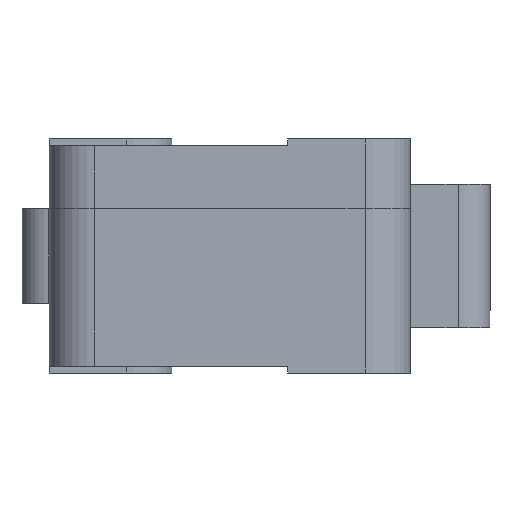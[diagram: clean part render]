
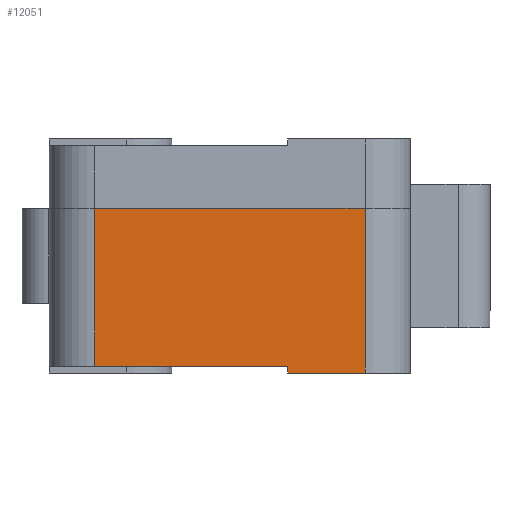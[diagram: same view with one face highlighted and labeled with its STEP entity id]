
A CAD part, left-side view. The second image highlights one B-rep face of the part: STEP entity #12051.
In plain terms, the highlighted planar face has unit normal (-1, 0, 0).
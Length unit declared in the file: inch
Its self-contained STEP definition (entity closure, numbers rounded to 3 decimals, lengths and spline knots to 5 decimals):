
#982=PLANE('',#12635);
#1612=FACE_OUTER_BOUND('',#2294,.T.);
#2294=EDGE_LOOP('',(#11348,#11349,#11350,#11351,#11352,#11353));
#3240=LINE('',#19675,#4541);
#3580=LINE('',#21933,#4881);
#3582=LINE('',#21939,#4883);
#3585=LINE('',#21948,#4886);
#3588=LINE('',#21954,#4889);
#3599=LINE('',#21981,#4900);
#4541=VECTOR('',#14247,0.3937);
#4881=VECTOR('',#15003,0.3937);
#4883=VECTOR('',#15009,0.3937);
#4886=VECTOR('',#15018,0.3937);
#4889=VECTOR('',#15027,0.3937);
#4900=VECTOR('',#15062,0.3937);
#5919=VERTEX_POINT('',#19668);
#5921=VERTEX_POINT('',#19674);
#6138=VERTEX_POINT('',#21929);
#6139=VERTEX_POINT('',#21931);
#6141=VERTEX_POINT('',#21938);
#6144=VERTEX_POINT('',#21946);
#7400=EDGE_CURVE('',#5921,#5919,#3240,.T.);
#7863=EDGE_CURVE('',#6138,#6139,#3580,.T.);
#7866=EDGE_CURVE('',#6141,#6138,#3582,.T.);
#7871=EDGE_CURVE('',#6144,#6139,#3585,.T.);
#7874=EDGE_CURVE('',#6141,#5919,#3588,.T.);
#7887=EDGE_CURVE('',#6144,#5921,#3599,.T.);
#11348=ORIENTED_EDGE('',*,*,#7400,.T.);
#11349=ORIENTED_EDGE('',*,*,#7874,.F.);
#11350=ORIENTED_EDGE('',*,*,#7866,.T.);
#11351=ORIENTED_EDGE('',*,*,#7863,.T.);
#11352=ORIENTED_EDGE('',*,*,#7871,.F.);
#11353=ORIENTED_EDGE('',*,*,#7887,.T.);
#12051=ADVANCED_FACE('',(#1612),#982,.T.);
#12635=AXIS2_PLACEMENT_3D('',#21980,#15060,#15061);
#14247=DIRECTION('',(0.,1.,0.));
#15003=DIRECTION('',(0.,0.,-1.));
#15009=DIRECTION('',(0.,-1.,0.));
#15018=DIRECTION('',(0.,1.,0.));
#15027=DIRECTION('',(0.,0.,1.));
#15060=DIRECTION('center_axis',(-1.,0.,0.));
#15061=DIRECTION('ref_axis',(0.,0.,1.));
#15062=DIRECTION('',(0.,0.,1.));
#19668=CARTESIAN_POINT('',(-1.13386,0.25295,0.28543));
#19674=CARTESIAN_POINT('',(-1.13386,-0.21555,0.28543));
#19675=CARTESIAN_POINT('',(-1.13386,0.05809,0.28543));
#21929=CARTESIAN_POINT('',(-1.13386,-0.08169,0.01181));
#21931=CARTESIAN_POINT('',(-1.13386,-0.08169,0.));
#21933=CARTESIAN_POINT('',(-1.13386,-0.08169,0.));
#21938=CARTESIAN_POINT('',(-1.13386,0.25295,0.01181));
#21939=CARTESIAN_POINT('',(-1.13386,-0.09684,0.01181));
#21946=CARTESIAN_POINT('',(-1.13386,-0.21555,0.));
#21948=CARTESIAN_POINT('',(-1.13386,-0.21555,0.));
#21954=CARTESIAN_POINT('',(-1.13386,0.25295,0.));
#21980=CARTESIAN_POINT('Origin',(-1.13386,-0.21555,0.));
#21981=CARTESIAN_POINT('',(-1.13386,-0.21555,0.));
